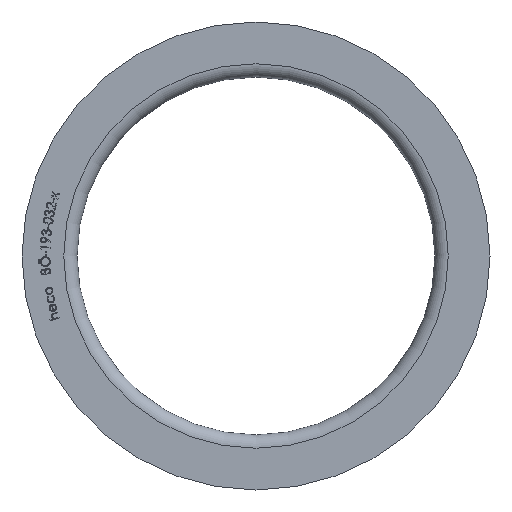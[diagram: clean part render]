
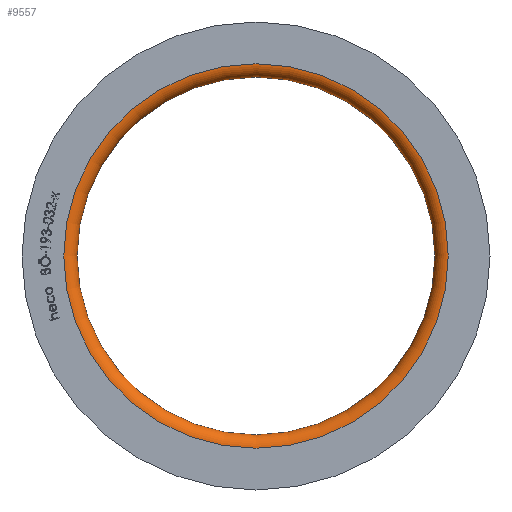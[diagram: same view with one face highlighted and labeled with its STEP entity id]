
A CAD part, left-side view. The second image highlights one B-rep face of the part: STEP entity #9557.
In plain terms, the highlighted toroidal (fillet/blend) face has major radius 100.65 mm and minor radius 7 mm.
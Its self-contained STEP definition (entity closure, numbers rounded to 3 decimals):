
#823 = AXIS2_PLACEMENT_3D ( 'NONE', #9266, #2159, #10507 ) ;
#2159 = DIRECTION ( 'NONE',  ( -1., 0., 0. ) ) ;
#2610 = EDGE_LOOP ( 'NONE', ( #8002 ) ) ;
#2918 = CARTESIAN_POINT ( 'NONE',  ( 7., 0., 0. ) ) ;
#3382 = CARTESIAN_POINT ( 'NONE',  ( 7., 0., 93.65 ) ) ;
#3840 = EDGE_CURVE ( 'NONE', #6019, #6019, #7514, .T. ) ;
#5045 = AXIS2_PLACEMENT_3D ( 'NONE', #6455, #7790, #5446 ) ;
#5446 = DIRECTION ( 'NONE',  ( 0., 0., 1. ) ) ;
#6019 = VERTEX_POINT ( 'NONE', #3382 ) ;
#6366 = DIRECTION ( 'NONE',  ( 0., 0., 1. ) ) ;
#6455 = CARTESIAN_POINT ( 'NONE',  ( 7., 0., 0. ) ) ;
#6510 = DIRECTION ( 'NONE',  ( -1., 0., 0. ) ) ;
#7456 = ORIENTED_EDGE ( 'NONE', *, *, #3840, .F. ) ;
#7514 = CIRCLE ( 'NONE', #12254, 93.65 ) ;
#7790 = DIRECTION ( 'NONE',  ( -1., 0., 0. ) ) ;
#8002 = ORIENTED_EDGE ( 'NONE', *, *, #12663, .T. ) ;
#8052 = TOROIDAL_SURFACE ( 'NONE', #5045, 100.65, 7. ) ;
#9266 = CARTESIAN_POINT ( 'NONE',  ( 0., 0., 0. ) ) ;
#9557 = ADVANCED_FACE ( 'NONE', ( #11441, #11281 ), #8052, .T. ) ;
#9838 = VERTEX_POINT ( 'NONE', #10864 ) ;
#9869 = EDGE_LOOP ( 'NONE', ( #7456 ) ) ;
#10507 = DIRECTION ( 'NONE',  ( 0., 0., 1. ) ) ;
#10864 = CARTESIAN_POINT ( 'NONE',  ( 0., 0., 100.65 ) ) ;
#11281 = FACE_OUTER_BOUND ( 'NONE', #2610, .T. ) ;
#11441 = FACE_OUTER_BOUND ( 'NONE', #9869, .T. ) ;
#12254 = AXIS2_PLACEMENT_3D ( 'NONE', #2918, #6510, #6366 ) ;
#12663 = EDGE_CURVE ( 'NONE', #9838, #9838, #14043, .T. ) ;
#14043 = CIRCLE ( 'NONE', #823, 100.65 ) ;
